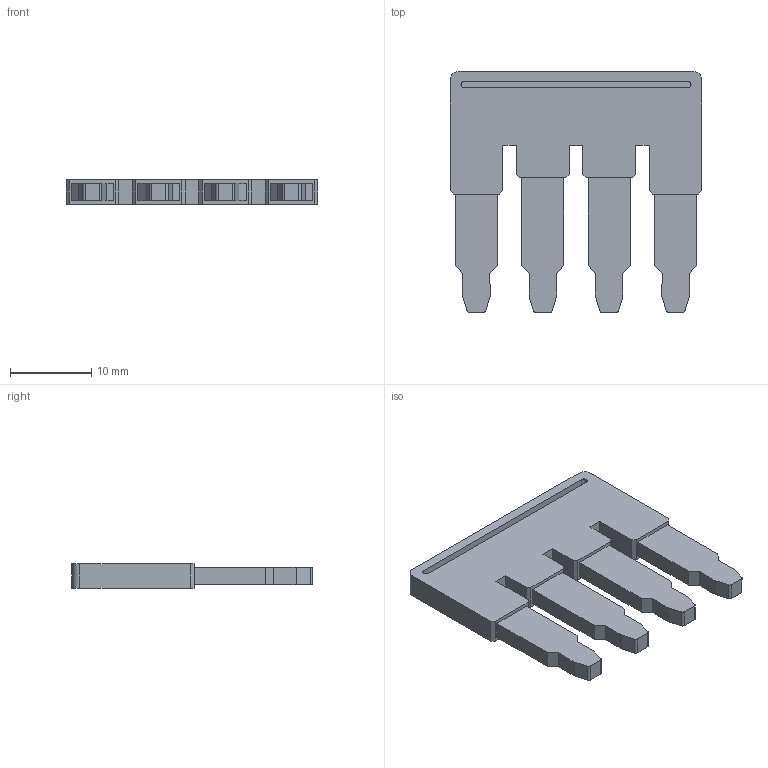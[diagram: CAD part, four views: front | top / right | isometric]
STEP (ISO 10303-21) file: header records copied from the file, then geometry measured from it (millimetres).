
FILE_DESCRIPTION((''),'2;1');
FILE_NAME('UFBS5-8','2021-09-17T',('ASUS'),(''),'PRO/ENGINEER BY PARAMETRIC TECHNOLOGY CORPORATION, 2013230','PRO/ENGINEER BY PARAMETRIC TECHNOLOGY CORPORATION, 2013230','');
FILE_SCHEMA(('CONFIG_CONTROL_DESIGN'));
Length unit declared in the file: millimetre
Products named in the file (1): UFBS5-8
Bounding box: 31.1 x 29.7 x 3 mm (x, y, z)
Volume: 1778.4 mm3; surface area: 2103.5 mm2
Topology: 1 solids, 1 shells, 90 faces, 248 edges, 166 vertices
Faces by surface type: plane 76, cylinder 14
Entity records: 2876 total; most frequent: CARTESIAN_POINT 504, ORIENTED_EDGE 496, DIRECTION 458, EDGE_CURVE 248, VECTOR 218, LINE 218, VERTEX_POINT 166, AXIS2_PLACEMENT_3D 120
